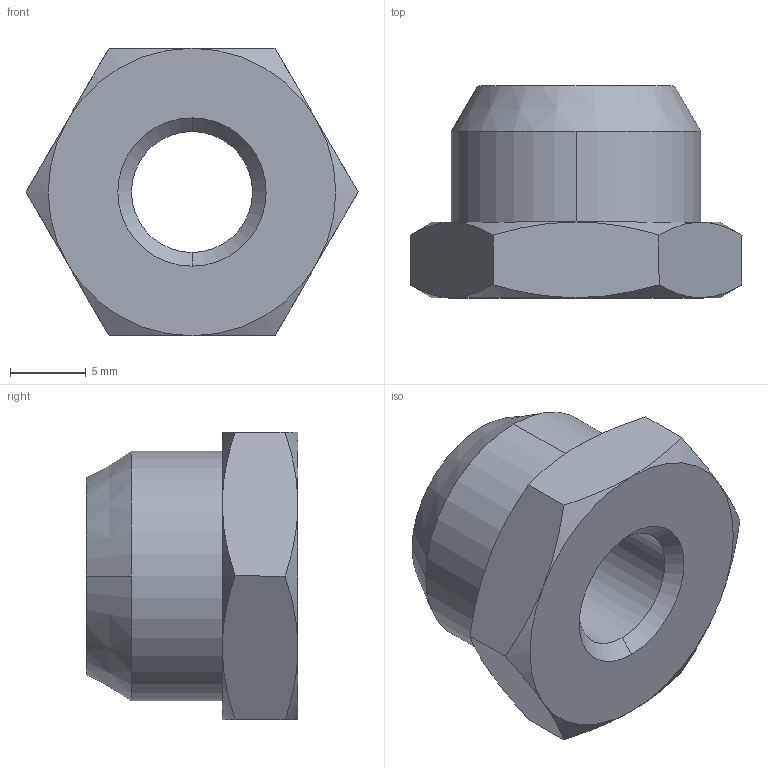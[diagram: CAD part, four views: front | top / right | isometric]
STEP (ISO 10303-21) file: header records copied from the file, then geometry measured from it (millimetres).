
FILE_DESCRIPTION (( 'STEP AP214' ), '1' );
FILE_NAME ('DRF.MF0301_KORT.STEP', '2018-09-03T10:07:36', ( '' ), ( '' ), 'SwSTEP 2.0', 'SolidWorks 2018', '' );
FILE_SCHEMA (( 'AUTOMOTIVE_DESIGN' ));
Length unit declared in the file: millimetre
Products named in the file (1): DRF.MF0301_KORT
Bounding box: 21.94 x 14 x 19 mm (x, y, z)
Volume: 2622.1 mm3; surface area: 1543.5 mm2
Topology: 1 solids, 1 shells, 32 faces, 72 edges, 43 vertices
Faces by surface type: cone 19, plane 9, cylinder 4
Entity records: 997 total; most frequent: CARTESIAN_POINT 268, DIRECTION 145, ORIENTED_EDGE 144, EDGE_CURVE 72, AXIS2_PLACEMENT_3D 64, VERTEX_POINT 43, EDGE_LOOP 35, FACE_OUTER_BOUND 32
